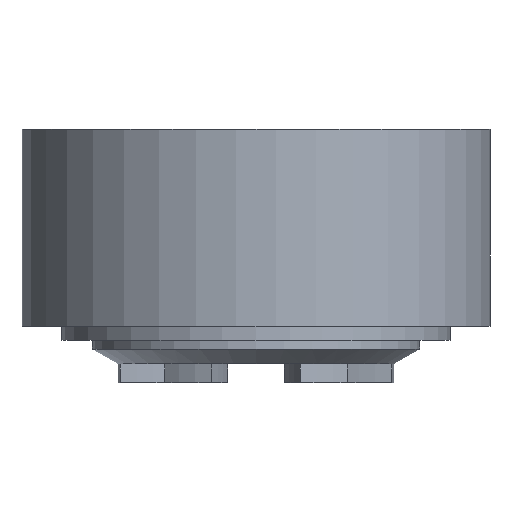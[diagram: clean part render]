
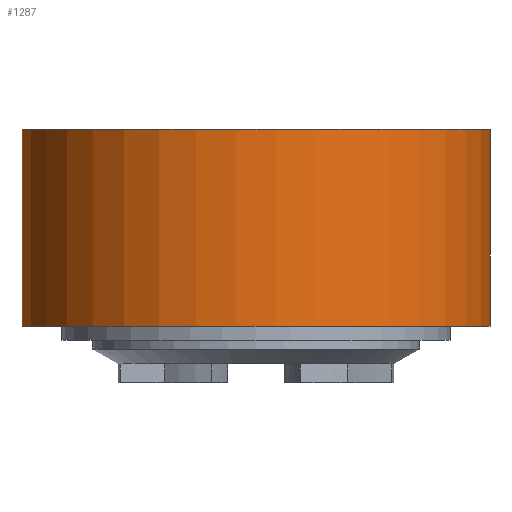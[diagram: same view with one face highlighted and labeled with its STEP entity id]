
A CAD part, left-side view. The second image highlights one B-rep face of the part: STEP entity #1287.
In plain terms, the highlighted cylindrical face has radius 25 mm (diameter 50 mm), a partial arc.
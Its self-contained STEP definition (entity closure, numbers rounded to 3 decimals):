
#66=LINE('',#1903,#104);
#71=LINE('',#1922,#109);
#104=VECTOR('',#1574,1000.);
#109=VECTOR('',#1591,1000.);
#187=ORIENTED_EDGE('',*,*,#425,.T.);
#188=ORIENTED_EDGE('',*,*,#427,.F.);
#189=ORIENTED_EDGE('',*,*,#416,.F.);
#190=ORIENTED_EDGE('',*,*,#428,.F.);
#416=EDGE_CURVE('',#536,#537,#66,.T.);
#425=EDGE_CURVE('',#544,#543,#71,.T.);
#427=EDGE_CURVE('',#537,#543,#612,.T.);
#428=EDGE_CURVE('',#544,#536,#613,.T.);
#536=VERTEX_POINT('',#1904);
#537=VERTEX_POINT('',#1905);
#543=VERTEX_POINT('',#1921);
#544=VERTEX_POINT('',#1923);
#612=CIRCLE('',#1382,25.);
#613=CIRCLE('',#1383,25.);
#687=EDGE_LOOP('',(#187,#188,#189,#190));
#765=FACE_BOUND('',#687,.T.);
#832=CYLINDRICAL_SURFACE('',#1381,25.);
#1287=ADVANCED_FACE('',(#765),#832,.T.);
#1381=AXIS2_PLACEMENT_3D('',#1925,#1594,#1595);
#1382=AXIS2_PLACEMENT_3D('',#1926,#1596,#1597);
#1383=AXIS2_PLACEMENT_3D('',#1927,#1598,#1599);
#1574=DIRECTION('',(0.,0.,1.));
#1591=DIRECTION('',(0.,0.,1.));
#1594=DIRECTION('',(0.,0.,-1.));
#1595=DIRECTION('',(1.,0.,0.));
#1596=DIRECTION('',(0.,0.,1.));
#1597=DIRECTION('',(1.,0.,0.));
#1598=DIRECTION('',(0.,0.,-1.));
#1599=DIRECTION('',(-1.,0.,0.));
#1903=CARTESIAN_POINT('',(22.081,11.723,-73.433));
#1904=CARTESIAN_POINT('',(22.081,11.723,4.));
#1905=CARTESIAN_POINT('',(22.081,11.723,25.));
#1921=CARTESIAN_POINT('',(22.081,-11.723,25.));
#1922=CARTESIAN_POINT('',(22.081,-11.723,-73.433));
#1923=CARTESIAN_POINT('',(22.081,-11.723,4.));
#1925=CARTESIAN_POINT('',(0.,0.,-73.433));
#1926=CARTESIAN_POINT('',(0.,0.,25.));
#1927=CARTESIAN_POINT('',(0.,0.,4.));
